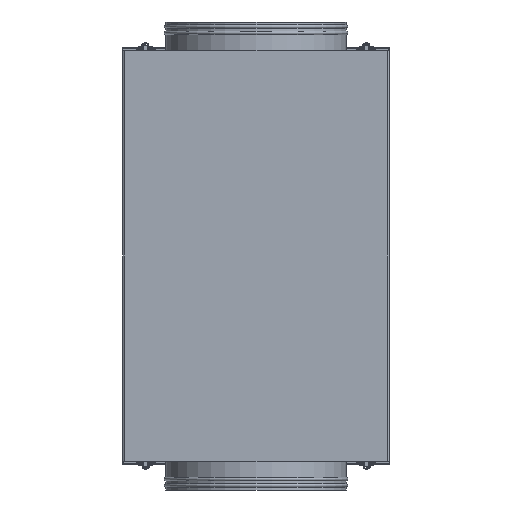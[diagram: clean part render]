
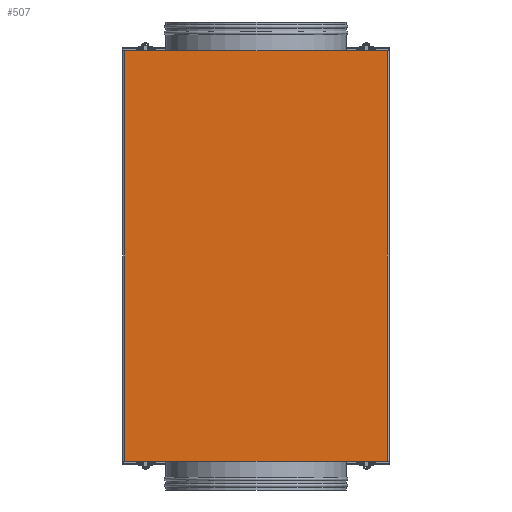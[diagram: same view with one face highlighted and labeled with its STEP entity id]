
A CAD part, front view. The second image highlights one B-rep face of the part: STEP entity #507.
In plain terms, the highlighted planar face has unit normal (0, -1, 0).
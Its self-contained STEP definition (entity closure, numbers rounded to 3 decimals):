
#507 = ADVANCED_FACE ( 'NONE', ( #5691 ), #5737, .F. ) ;
#508 = EDGE_LOOP ( 'NONE', ( #509, #510, #513, #570 ) ) ;
#509 = ORIENTED_EDGE ( 'NONE', *, *, #525, .T. ) ;
#510 = ORIENTED_EDGE ( 'NONE', *, *, #511, .T. ) ;
#511 = EDGE_CURVE ( 'NONE', #527, #512, #5736, .T. ) ;
#512 = VERTEX_POINT ( 'NONE', #5728 ) ;
#513 = ORIENTED_EDGE ( 'NONE', *, *, #514, .F. ) ;
#514 = EDGE_CURVE ( 'NONE', #515, #512, #5727, .T. ) ;
#515 = VERTEX_POINT ( 'NONE', #5723 ) ;
#525 = EDGE_CURVE ( 'NONE', #526, #527, #5754, .T. ) ;
#526 = VERTEX_POINT ( 'NONE', #5750 ) ;
#527 = VERTEX_POINT ( 'NONE', #5749 ) ;
#570 = ORIENTED_EDGE ( 'NONE', *, *, #571, .T. ) ;
#571 = EDGE_CURVE ( 'NONE', #515, #526, #5864, .T. ) ;
#5691 = FACE_OUTER_BOUND ( 'NONE', #508, .T. ) ;
#5723 = CARTESIAN_POINT ( 'NONE',  ( 3.737, 0., -359. ) ) ;
#5724 = DIRECTION ( 'NONE',  ( 0., 0., 1. ) ) ;
#5725 = VECTOR ( 'NONE', #5724, 1000. ) ;
#5726 = CARTESIAN_POINT ( 'NONE',  ( 3.737, 0., 359. ) ) ;
#5727 = LINE ( 'NONE', #5726, #5725 ) ;
#5728 = CARTESIAN_POINT ( 'NONE',  ( 3.737, 0., 359. ) ) ;
#5729 = DIRECTION ( 'NONE',  ( -1., 0., 0. ) ) ;
#5730 = VECTOR ( 'NONE', #5729, 1000. ) ;
#5731 = CARTESIAN_POINT ( 'NONE',  ( 466., 0., 359. ) ) ;
#5732 = DIRECTION ( 'NONE',  ( -1., 0., 0. ) ) ;
#5733 = DIRECTION ( 'NONE',  ( 0., 1., 0. ) ) ;
#5734 = CARTESIAN_POINT ( 'NONE',  ( 466., 0., 359. ) ) ;
#5735 = AXIS2_PLACEMENT_3D ( 'NONE', #5734, #5733, #5732 ) ;
#5736 = LINE ( 'NONE', #5731, #5730 ) ;
#5737 = PLANE ( 'NONE',  #5735 ) ;
#5749 = CARTESIAN_POINT ( 'NONE',  ( 462.263, 0., 359. ) ) ;
#5750 = CARTESIAN_POINT ( 'NONE',  ( 462.263, 0., -359. ) ) ;
#5751 = DIRECTION ( 'NONE',  ( 0., 0., 1. ) ) ;
#5752 = VECTOR ( 'NONE', #5751, 1000. ) ;
#5753 = CARTESIAN_POINT ( 'NONE',  ( 462.263, 0., -359. ) ) ;
#5754 = LINE ( 'NONE', #5753, #5752 ) ;
#5856 = DIRECTION ( 'NONE',  ( 1., 0., 0. ) ) ;
#5857 = VECTOR ( 'NONE', #5856, 1000. ) ;
#5858 = CARTESIAN_POINT ( 'NONE',  ( 466., 0., -359. ) ) ;
#5864 = LINE ( 'NONE', #5858, #5857 ) ;
